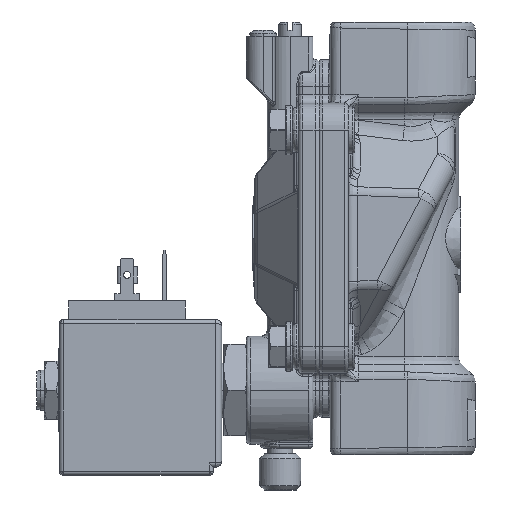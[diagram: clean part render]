
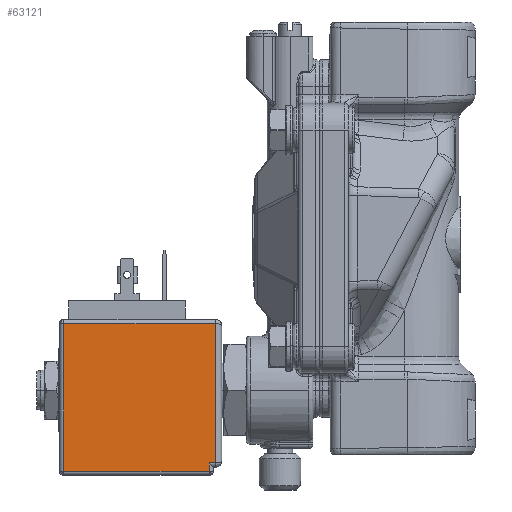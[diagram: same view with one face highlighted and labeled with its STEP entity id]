
A CAD part, left-side view. The second image highlights one B-rep face of the part: STEP entity #63121.
In plain terms, the highlighted planar face has unit normal (-1, 0, 0).
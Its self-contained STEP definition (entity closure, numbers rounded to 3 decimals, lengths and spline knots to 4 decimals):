
#965 = CARTESIAN_POINT ( 'NONE',  ( -0.5906, 1.7894, -1.6864 ) ) ;
#1324 = VERTEX_POINT ( 'NONE', #33579 ) ;
#1961 = VERTEX_POINT ( 'NONE', #49769 ) ;
#2560 = ORIENTED_EDGE ( 'NONE', *, *, #23702, .F. ) ;
#4320 = VERTEX_POINT ( 'NONE', #41607 ) ;
#6228 = EDGE_CURVE ( 'NONE', #1961, #49036, #42250, .T. ) ;
#7184 = ORIENTED_EDGE ( 'NONE', *, *, #6228, .F. ) ;
#11262 = LINE ( 'NONE', #41128, #57055 ) ;
#13777 = EDGE_CURVE ( 'NONE', #1324, #37246, #11262, .T. ) ;
#16627 = DIRECTION ( 'NONE',  ( 0., 1., 0. ) ) ;
#17202 = CARTESIAN_POINT ( 'NONE',  ( -0.5906, 1.8484, -2.126 ) ) ;
#18730 = EDGE_LOOP ( 'NONE', ( #77257, #31856, #49019, #20877, #2560, #7184 ) ) ;
#19039 = CARTESIAN_POINT ( 'NONE',  ( -0.5906, 3.2264, -0.7636 ) ) ;
#20877 = ORIENTED_EDGE ( 'NONE', *, *, #51717, .F. ) ;
#22104 = CARTESIAN_POINT ( 'NONE',  ( -0.5906, 1.8484, -1.437 ) ) ;
#23528 = VECTOR ( 'NONE', #16627, 39.3701 ) ;
#23702 = EDGE_CURVE ( 'NONE', #49036, #38133, #27351, .T. ) ;
#25339 = CARTESIAN_POINT ( 'NONE',  ( -0.5906, 1.7894, -1.2467 ) ) ;
#27351 = LINE ( 'NONE', #57287, #35818 ) ;
#31856 = ORIENTED_EDGE ( 'NONE', *, *, #57301, .F. ) ;
#33579 = CARTESIAN_POINT ( 'NONE',  ( -0.5905, 1.7894, -2.126 ) ) ;
#33904 = DIRECTION ( 'NONE',  ( 0., 0., -1. ) ) ;
#34711 = CARTESIAN_POINT ( 'NONE',  ( -0.5906, 3.2697, -2.2047 ) ) ;
#35818 = VECTOR ( 'NONE', #71388, 39.3701 ) ;
#37135 = DIRECTION ( 'NONE',  ( 0., 0., 1. ) ) ;
#37246 = VERTEX_POINT ( 'NONE', #17202 ) ;
#37930 = CARTESIAN_POINT ( 'NONE',  ( -0.5906, 1.7894, -0.8071 ) ) ;
#38133 = VERTEX_POINT ( 'NONE', #50593 ) ;
#39611 = PLANE ( 'NONE',  #59792 ) ;
#41128 = CARTESIAN_POINT ( 'NONE',  ( -0.5906, 3.2657, -2.126 ) ) ;
#41607 = CARTESIAN_POINT ( 'NONE',  ( -0.5906, 1.8484, -2.2047 ) ) ;
#42250 = LINE ( 'NONE', #19039, #59322 ) ;
#44214 = CARTESIAN_POINT ( 'NONE',  ( -0.5905, 1.7894, -2.126 ) ) ;
#45139 = CARTESIAN_POINT ( 'NONE',  ( -0.5906, 3.2657, -1.437 ) ) ;
#45523 = FACE_OUTER_BOUND ( 'NONE', #18730, .T. ) ;
#46863 = LINE ( 'NONE', #22104, #64603 ) ;
#49019 = ORIENTED_EDGE ( 'NONE', *, *, #13777, .F. ) ;
#49036 = VERTEX_POINT ( 'NONE', #74493 ) ;
#49769 = CARTESIAN_POINT ( 'NONE',  ( -0.5906, 3.2264, -2.2047 ) ) ;
#50267 = DIRECTION ( 'NONE',  ( 1., 0., 0. ) ) ;
#50593 = CARTESIAN_POINT ( 'NONE',  ( -0.5906, 1.7894, -0.8071 ) ) ;
#51717 = EDGE_CURVE ( 'NONE', #38133, #1324, #63375, .T. ) ;
#52049 = LINE ( 'NONE', #34711, #23528 ) ;
#57055 = VECTOR ( 'NONE', #65209, 39.3701 ) ;
#57287 = CARTESIAN_POINT ( 'NONE',  ( -0.5906, 3.2657, -0.8071 ) ) ;
#57301 = EDGE_CURVE ( 'NONE', #37246, #4320, #46863, .T. ) ;
#57353 = DIRECTION ( 'NONE',  ( 0., 0., -1. ) ) ;
#59322 = VECTOR ( 'NONE', #37135, 39.3701 ) ;
#59792 = AXIS2_PLACEMENT_3D ( 'NONE', #45139, #50267, #57353 ) ;
#63121 = ADVANCED_FACE ( 'NONE', ( #45523 ), #39611, .F. ) ;
#63375 = B_SPLINE_CURVE_WITH_KNOTS ( 'NONE', 3,
 ( #37930, #25339, #965, #44214 ),
 .UNSPECIFIED., .F., .F.,
 ( 4, 4 ),
 ( 0., 1. ),
 .UNSPECIFIED. ) ;
#64603 = VECTOR ( 'NONE', #33904, 39.3701 ) ;
#65209 = DIRECTION ( 'NONE',  ( 0., 1., 0. ) ) ;
#66626 = EDGE_CURVE ( 'NONE', #4320, #1961, #52049, .T. ) ;
#71388 = DIRECTION ( 'NONE',  ( 0., -1., 0. ) ) ;
#74493 = CARTESIAN_POINT ( 'NONE',  ( -0.5906, 3.2264, -0.8071 ) ) ;
#77257 = ORIENTED_EDGE ( 'NONE', *, *, #66626, .F. ) ;
